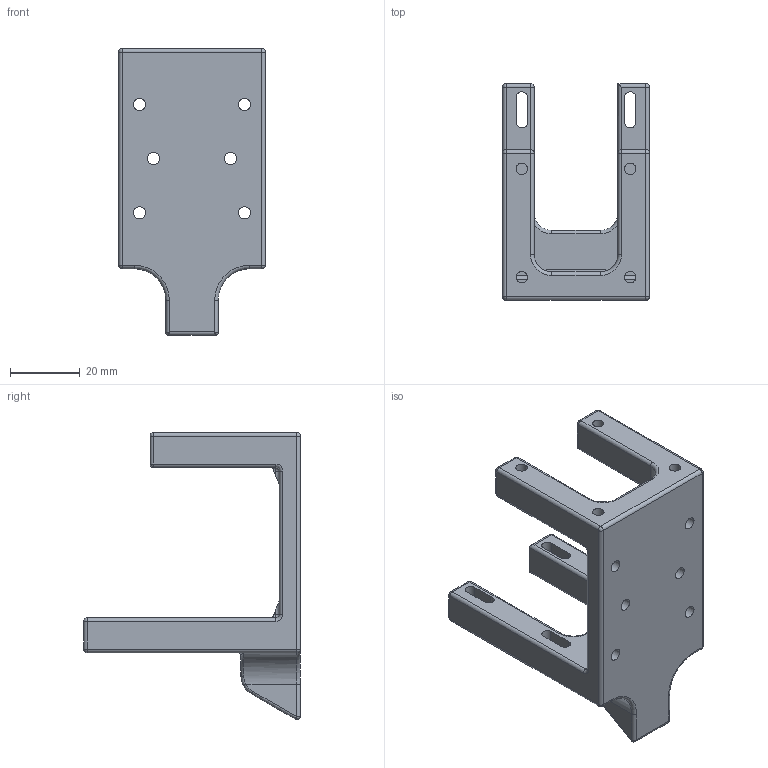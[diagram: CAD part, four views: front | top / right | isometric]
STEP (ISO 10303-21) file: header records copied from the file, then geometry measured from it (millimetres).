
FILE_DESCRIPTION(/* description */ (''),/* implementation_level */ '2;1');
FILE_NAME(/* name */ 'banco-0.5.stp',/* time_stamp */ '2015-09-21T09:59:28+02:00',/* author */ ('Startic'),/* organization */ (''),/* preprocessor_version */ 'ST-DEVELOPER v16.1',/* originating_system */ 'Autodesk Inventor LT ',/* authorisation */ '');
FILE_SCHEMA (('AUTOMOTIVE_DESIGN { 1 0 10303 214 3 1 1 }'));
Length unit declared in the file: millimetre
Products named in the file (1): banco-0.5
Bounding box: 42 x 62 x 82.08 mm (x, y, z)
Volume: 38511.4 mm3; surface area: 15737.5 mm2
Topology: 1 solids, 1 shells, 184 faces, 437 edges, 251 vertices
Faces by surface type: cylinder 92, plane 39, sphere 22, torus 18, bspline 10, cone 3
Full cylindrical faces by diameter (mm): 3.3 x4, 3.5 x6
Entity records: 5629 total; most frequent: CARTESIAN_POINT 1361, DIRECTION 942, ORIENTED_EDGE 836, EDGE_CURVE 418, AXIS2_PLACEMENT_3D 378, VERTEX_POINT 248, EDGE_LOOP 224, CIRCLE 189
